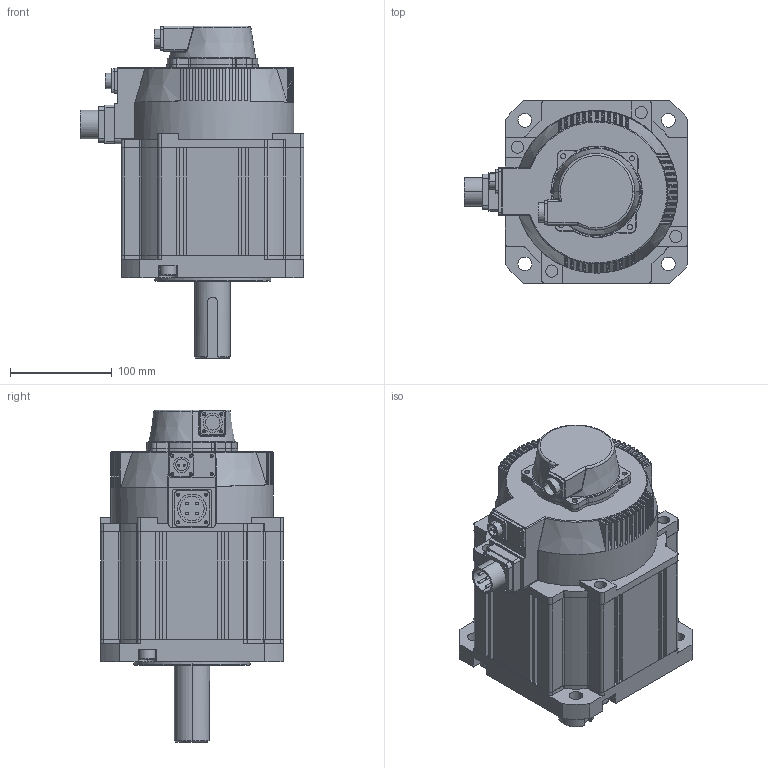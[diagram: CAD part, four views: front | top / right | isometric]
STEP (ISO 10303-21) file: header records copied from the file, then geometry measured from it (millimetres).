
FILE_DESCRIPTION (( 'STEP AP214' ), '1' );
FILE_NAME ('180BST-M28415带抱闸L248（380V）.STEP', '2021-12-23T06:44:29', ( '' ), ( '' ), 'SwSTEP 2.0', 'SolidWorks 2020', '' );
FILE_SCHEMA (( 'AUTOMOTIVE_DESIGN' ));
Length unit declared in the file: millimetre
Products named in the file (6): 180BST-M28415带抱闸L248（380V）; 180BST綴傷裔02; 180BSTヶ傷裔堤粣79; hexagon socket head cap screws gb_GB_FASTENER_SCREWS_HSHCS M10X50-N; 180BST儂旯; 180BST綴裔
Assembly tree (8 placements, depth 2):
  180BST-M28415带抱闸L248（380V）
    180BST儂旯
    180BSTヶ傷裔堤粣79
    180BST綴裔
    180BST綴傷裔02
    hexagon socket head cap screws gb_GB_FASTENER_SCREWS_HSHCS M10X50-N  x4
Bounding box: 220.5 x 180 x 327 mm (x, y, z)
Volume: 5581433.7 mm3; surface area: 408055.1 mm2
Topology: 9 solids, 9 shells, 939 faces, 2497 edges, 1583 vertices
Faces by surface type: plane 372, cylinder 362, cone 92, torus 91, bspline 22
Entity records: 29014 total; most frequent: CARTESIAN_POINT 7277, ORIENTED_EDGE 4586, DIRECTION 4431, EDGE_CURVE 2293, AXIS2_PLACEMENT_3D 1648, VERTEX_POINT 1484, LINE 1135, VECTOR 1135
